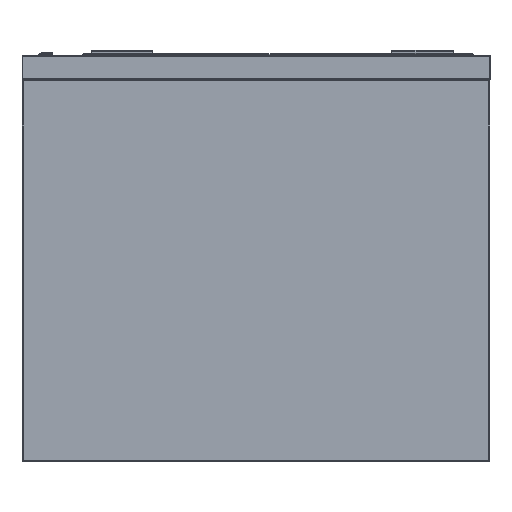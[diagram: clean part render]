
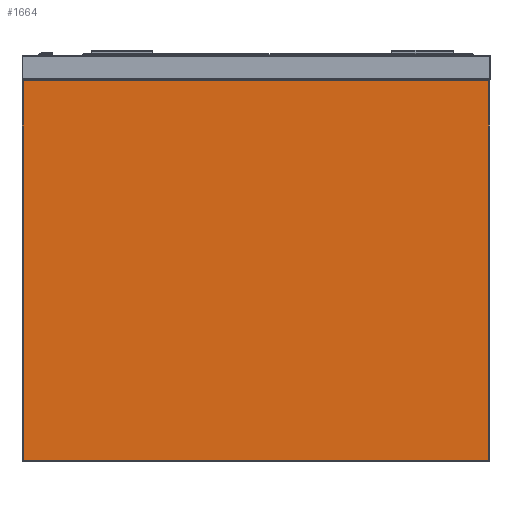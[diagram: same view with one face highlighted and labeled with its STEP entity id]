
A CAD part, left-side view. The second image highlights one B-rep face of the part: STEP entity #1664.
In plain terms, the highlighted planar face has unit normal (-1, 0, 0).
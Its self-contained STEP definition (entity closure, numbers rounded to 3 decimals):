
#1620 = ORIENTED_EDGE ( 'NONE', *, *, #31648, .T. ) ;
#1664 = ADVANCED_FACE ( 'Fl�che7', ( #5950 ), #31274, .T. ) ;
#2500 = VERTEX_POINT ( 'NONE', #2687 ) ;
#2687 = CARTESIAN_POINT ( 'NONE',  ( -880., -378., -658. ) ) ;
#2748 = AXIS2_PLACEMENT_3D ( 'NONE', #23112, #20158, #34092 ) ;
#2852 = ORIENTED_EDGE ( 'NONE', *, *, #20713, .T. ) ;
#3152 = VERTEX_POINT ( 'NONE', #35061 ) ;
#4011 = EDGE_CURVE ( 'NONE', #3152, #13735, #36467, .T. ) ;
#5950 = FACE_OUTER_BOUND ( 'NONE', #21649, .T. ) ;
#7564 = VECTOR ( 'NONE', #19562, 1000. ) ;
#7571 = DIRECTION ( 'NONE',  ( 0., 0., 1. ) ) ;
#10630 = DIRECTION ( 'NONE',  ( 0., 0., -1. ) ) ;
#10959 = DIRECTION ( 'NONE',  ( 0., 1., 0. ) ) ;
#11501 = VERTEX_POINT ( 'NONE', #30982 ) ;
#13065 = VECTOR ( 'NONE', #7571, 1000. ) ;
#13735 = VERTEX_POINT ( 'NONE', #19508 ) ;
#14122 = CARTESIAN_POINT ( 'NONE',  ( -880., 380., -42. ) ) ;
#15425 = LINE ( 'NONE', #18756, #13065 ) ;
#18756 = CARTESIAN_POINT ( 'NONE',  ( -880., -378., -660. ) ) ;
#19007 = LINE ( 'NONE', #30322, #31071 ) ;
#19508 = CARTESIAN_POINT ( 'NONE',  ( -880., 378., -42. ) ) ;
#19562 = DIRECTION ( 'NONE',  ( 0., -1., 0. ) ) ;
#20158 = DIRECTION ( 'NONE',  ( -1., 0., 0. ) ) ;
#20713 = EDGE_CURVE ( 'NONE', #13735, #11501, #19007, .T. ) ;
#21480 = VECTOR ( 'NONE', #10959, 1000. ) ;
#21649 = EDGE_LOOP ( 'NONE', ( #22769, #33933, #2852, #1620 ) ) ;
#22769 = ORIENTED_EDGE ( 'NONE', *, *, #34925, .T. ) ;
#23112 = CARTESIAN_POINT ( 'NONE',  ( -880., -380., -660. ) ) ;
#26314 = LINE ( 'NONE', #32057, #7564 ) ;
#30322 = CARTESIAN_POINT ( 'NONE',  ( -880., 378., -660. ) ) ;
#30982 = CARTESIAN_POINT ( 'NONE',  ( -880., 378., -658. ) ) ;
#31071 = VECTOR ( 'NONE', #10630, 1000. ) ;
#31274 = PLANE ( 'NONE',  #2748 ) ;
#31648 = EDGE_CURVE ( 'NONE', #11501, #2500, #26314, .T. ) ;
#32057 = CARTESIAN_POINT ( 'NONE',  ( -880., -380., -658. ) ) ;
#33933 = ORIENTED_EDGE ( 'NONE', *, *, #4011, .T. ) ;
#34092 = DIRECTION ( 'NONE',  ( 0., 0., 1. ) ) ;
#34925 = EDGE_CURVE ( 'NONE', #2500, #3152, #15425, .T. ) ;
#35061 = CARTESIAN_POINT ( 'NONE',  ( -880., -378., -42. ) ) ;
#36467 = LINE ( 'NONE', #14122, #21480 ) ;
